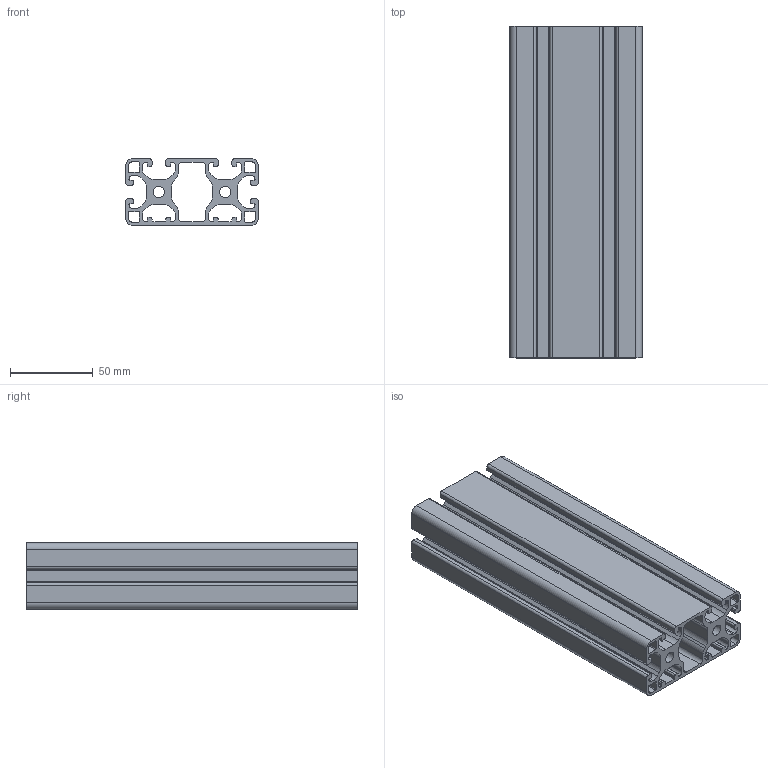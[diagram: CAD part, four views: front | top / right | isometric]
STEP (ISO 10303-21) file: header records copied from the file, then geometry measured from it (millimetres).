
FILE_DESCRIPTION(/* description */ ('Aluminiumprofil 80x40L 2N'),/* implementation_level */ '2;1');
FILE_NAME(/* name */ 'Syskomp 281804931 Aluminiumprofil 80x40L 2N.stp',/* time_stamp */ '2017-06-19T11:48:41+02:00',/* author */ ('wheldmann'),/* organization */ (''),/* preprocessor_version */ 'ST-DEVELOPER v16.1',/* originating_system */ 'Autodesk Inventor 2016',/* authorisation */ ' ');
FILE_SCHEMA (('AUTOMOTIVE_DESIGN { 1 0 10303 214 3 1 1 }'));
Length unit declared in the file: millimetre
Products named in the file (1): 281804931 Aluminiumprofil 80x40L 2N - 200
Bounding box: 80 x 200 x 40 mm (x, y, z)
Volume: 233161.1 mm3; surface area: 160685.3 mm2
Topology: 1 solids, 1 shells, 224 faces, 666 edges, 444 vertices
Faces by surface type: cylinder 118, plane 106
Full cylindrical faces by diameter (mm): 6.8 x2
Entity records: 7636 total; most frequent: DIRECTION 1350, CARTESIAN_POINT 1333, ORIENTED_EDGE 1328, EDGE_CURVE 664, AXIS2_PLACEMENT_3D 461, VERTEX_POINT 444, LINE 428, VECTOR 428
